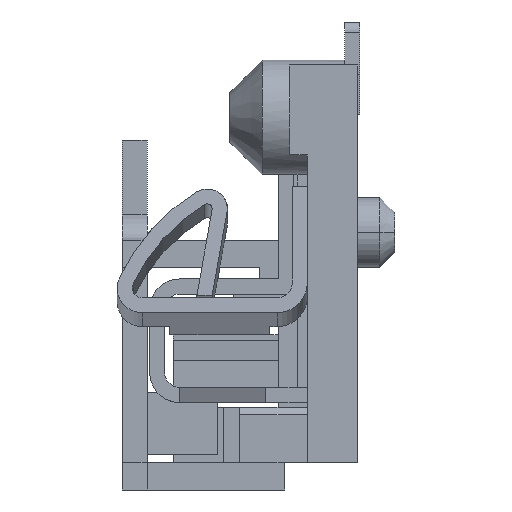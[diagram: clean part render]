
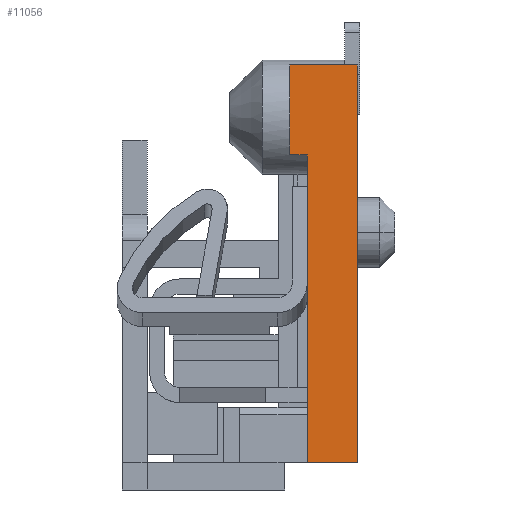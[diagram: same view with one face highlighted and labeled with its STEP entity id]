
A CAD part, left-side view. The second image highlights one B-rep face of the part: STEP entity #11056.
In plain terms, the highlighted planar face has unit normal (-1, 0, 0).
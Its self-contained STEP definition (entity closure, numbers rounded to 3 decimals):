
#1616=DIRECTION('',(0.,1.,0.));
#1617=VECTOR('',#1616,1.);
#1618=CARTESIAN_POINT('',(-14.225,-0.95,-7.95));
#1619=LINE('',#1618,#1617);
#2712=DIRECTION('',(0.,1.,0.));
#2713=VECTOR('',#2712,1.35);
#2714=CARTESIAN_POINT('',(-14.225,-0.95,0.));
#2715=LINE('',#2714,#2713);
#4037=DIRECTION('',(0.,0.,-1.));
#4038=VECTOR('',#4037,1.8);
#4039=CARTESIAN_POINT('',(-14.225,0.4,0.));
#4040=LINE('',#4039,#4038);
#4041=DIRECTION('',(0.,0.,1.));
#4042=VECTOR('',#4041,6.15);
#4043=CARTESIAN_POINT('',(-14.225,0.05,-7.95));
#4044=LINE('',#4043,#4042);
#4045=DIRECTION('',(0.,-1.,0.));
#4046=VECTOR('',#4045,0.35);
#4047=CARTESIAN_POINT('',(-14.225,0.4,-1.8));
#4048=LINE('',#4047,#4046);
#4049=DIRECTION('',(0.,0.,1.));
#4050=VECTOR('',#4049,7.95);
#4051=CARTESIAN_POINT('',(-14.225,-0.95,-7.95));
#4052=LINE('',#4051,#4050);
#4452=CARTESIAN_POINT('',(-14.225,-0.95,0.));
#4454=VERTEX_POINT('',#4452);
#4474=CARTESIAN_POINT('',(-14.225,-0.95,-7.95));
#4476=VERTEX_POINT('',#4474);
#4497=CARTESIAN_POINT('',(-14.225,0.05,-7.95));
#4499=VERTEX_POINT('',#4497);
#4507=CARTESIAN_POINT('',(-14.225,0.05,-1.8));
#4508=VERTEX_POINT('',#4507);
#4593=CARTESIAN_POINT('',(-14.225,0.4,0.));
#4594=CARTESIAN_POINT('',(-14.225,0.4,-1.8));
#4595=VERTEX_POINT('',#4593);
#4596=VERTEX_POINT('',#4594);
#11042=CARTESIAN_POINT('',(-14.225,1.73,0.));
#11043=DIRECTION('',(-1.,0.,0.));
#11044=DIRECTION('',(0.,-1.,0.));
#11045=AXIS2_PLACEMENT_3D('',#11042,#11043,#11044);
#11046=PLANE('',#11045);
#11047=ORIENTED_EDGE('',*,*,#9176,.F.);
#11048=ORIENTED_EDGE('',*,*,#9082,.F.);
#11050=ORIENTED_EDGE('',*,*,#11049,.F.);
#11051=ORIENTED_EDGE('',*,*,#7620,.T.);
#11052=ORIENTED_EDGE('',*,*,#7834,.T.);
#11053=ORIENTED_EDGE('',*,*,#11036,.F.);
#11054=EDGE_LOOP('',(#11047,#11048,#11050,#11051,#11052,#11053));
#11055=FACE_OUTER_BOUND('',#11054,.F.);
#11056=ADVANCED_FACE('',(#11055),#11046,.T.);
#7620=EDGE_CURVE('',#4476,#4499,#1619,.T.);
#7834=EDGE_CURVE('',#4499,#4508,#4044,.T.);
#9082=EDGE_CURVE('',#4454,#4595,#2715,.T.);
#9176=EDGE_CURVE('',#4595,#4596,#4040,.T.);
#11036=EDGE_CURVE('',#4596,#4508,#4048,.T.);
#11049=EDGE_CURVE('',#4476,#4454,#4052,.T.);
